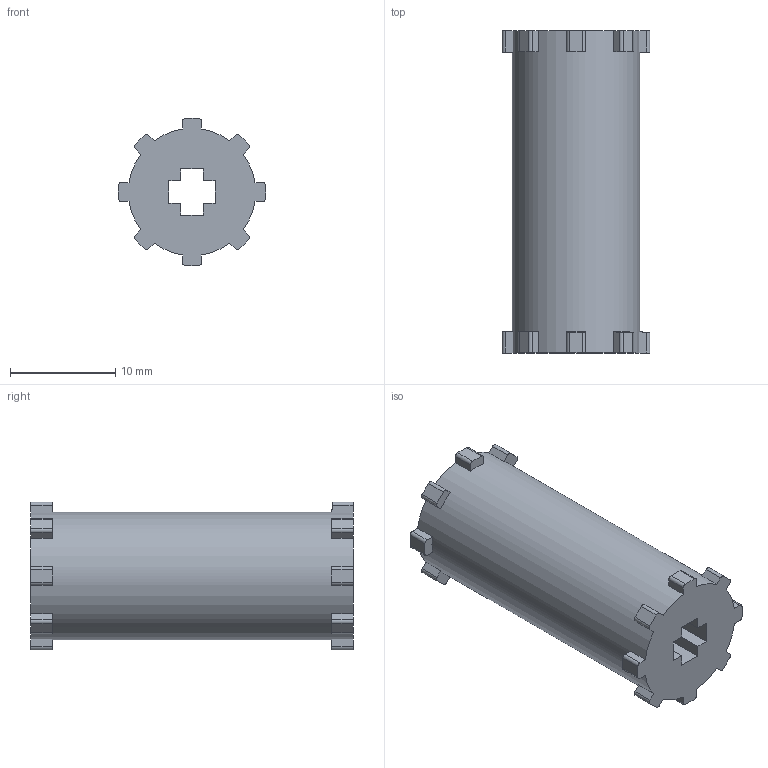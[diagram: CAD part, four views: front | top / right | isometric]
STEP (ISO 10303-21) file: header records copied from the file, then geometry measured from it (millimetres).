
FILE_DESCRIPTION(/* description */ (''),/* implementation_level */ '2;1');
FILE_NAME(/* name */ 'sprocket v1.step',/* time_stamp */ '2020-06-08T16:48:20+02:00',/* author */ (''),/* organization */ (''),/* preprocessor_version */ 'ST-DEVELOPER v18.1',/* originating_system */ 'Autodesk Translation Framework v9.3.0.1241',/* authorisation */ '');
FILE_SCHEMA (('AUTOMOTIVE_DESIGN { 1 0 10303 214 3 1 1 }'));
Length unit declared in the file: millimetre
Products named in the file (1): sprocket
Bounding box: 14 x 30.58 x 14 mm (x, y, z)
Volume: 3131.3 mm3; surface area: 2012.9 mm2
Topology: 1 solids, 1 shells, 117 faces, 345 edges, 230 vertices
Faces by surface type: plane 81, cylinder 36
Full cylindrical faces by diameter (mm): 12.096 x1
Entity records: 3960 total; most frequent: CARTESIAN_POINT 693, ORIENTED_EDGE 690, DIRECTION 685, EDGE_CURVE 345, LINE 241, VECTOR 241, VERTEX_POINT 230, AXIS2_PLACEMENT_3D 222
